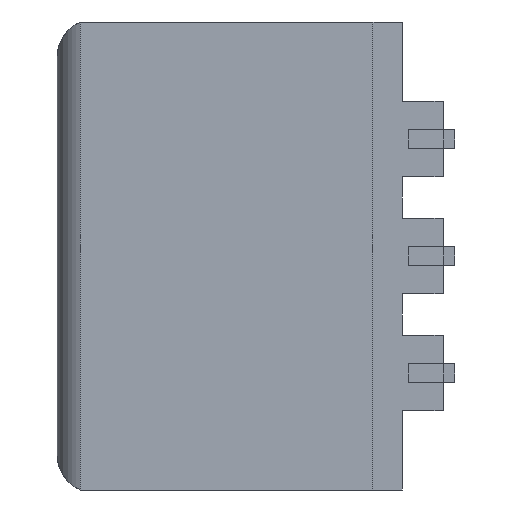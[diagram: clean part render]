
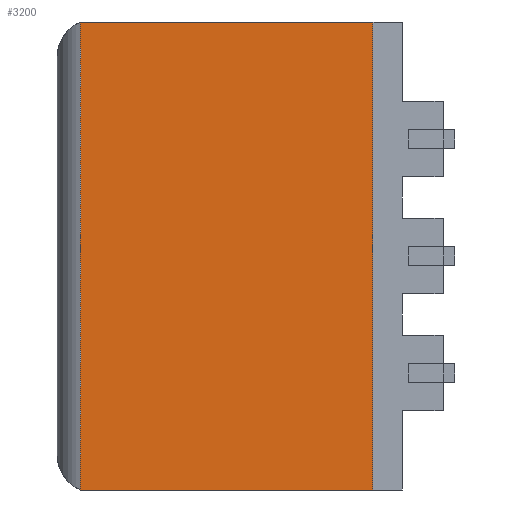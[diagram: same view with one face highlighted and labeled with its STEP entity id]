
A CAD part, left-side view. The second image highlights one B-rep face of the part: STEP entity #3200.
In plain terms, the highlighted planar face has unit normal (-1, 0, 0).
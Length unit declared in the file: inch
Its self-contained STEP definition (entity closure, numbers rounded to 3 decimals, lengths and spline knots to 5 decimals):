
#71 = CARTESIAN_POINT ( 'NONE',  ( -0.2, 0.025, 0.2 ) ) ;
#97 = CARTESIAN_POINT ( 'NONE',  ( -0.2, 0.025, 0. ) ) ;
#240 = LINE ( 'NONE', #97, #1687 ) ;
#461 = VECTOR ( 'NONE', #3100, 39.37008 ) ;
#474 = ORIENTED_EDGE ( 'NONE', *, *, #1218, .T. ) ;
#767 = ORIENTED_EDGE ( 'NONE', *, *, #2462, .F. ) ;
#775 = LINE ( 'NONE', #1769, #461 ) ;
#1169 = LINE ( 'NONE', #2441, #1487 ) ;
#1218 = EDGE_CURVE ( 'NONE', #1721, #2909, #2450, .T. ) ;
#1297 = DIRECTION ( 'NONE',  ( -1., 0., 0. ) ) ;
#1333 = PLANE ( 'NONE',  #2415 ) ;
#1487 = VECTOR ( 'NONE', #2987, 39.37008 ) ;
#1601 = CARTESIAN_POINT ( 'NONE',  ( -0.2, 0.275, 0.2 ) ) ;
#1687 = VECTOR ( 'NONE', #2451, 39.37008 ) ;
#1721 = VERTEX_POINT ( 'NONE', #2410 ) ;
#1769 = CARTESIAN_POINT ( 'NONE',  ( -0.2, 0.275, 0.2 ) ) ;
#1889 = EDGE_CURVE ( 'NONE', #3242, #1721, #1169, .T. ) ;
#2021 = ORIENTED_EDGE ( 'NONE', *, *, #1889, .T. ) ;
#2067 = VECTOR ( 'NONE', #3163, 39.37008 ) ;
#2269 = CARTESIAN_POINT ( 'NONE',  ( -0.2, 0.025, -0.2 ) ) ;
#2369 = CARTESIAN_POINT ( 'NONE',  ( -0.2, 0.275, 0. ) ) ;
#2410 = CARTESIAN_POINT ( 'NONE',  ( -0.2, 0.275, -0.2 ) ) ;
#2415 = AXIS2_PLACEMENT_3D ( 'NONE', #2369, #1297, #3151 ) ;
#2441 = CARTESIAN_POINT ( 'NONE',  ( -0.2, 0.275, 0. ) ) ;
#2450 = LINE ( 'NONE', #2656, #2067 ) ;
#2451 = DIRECTION ( 'NONE',  ( 0., 0., -1. ) ) ;
#2462 = EDGE_CURVE ( 'NONE', #3242, #2553, #775, .T. ) ;
#2480 = ORIENTED_EDGE ( 'NONE', *, *, #2738, .F. ) ;
#2553 = VERTEX_POINT ( 'NONE', #71 ) ;
#2656 = CARTESIAN_POINT ( 'NONE',  ( -0.2, 0.275, -0.2 ) ) ;
#2672 = EDGE_LOOP ( 'NONE', ( #2480, #767, #2021, #474 ) ) ;
#2738 = EDGE_CURVE ( 'NONE', #2553, #2909, #240, .T. ) ;
#2812 = FACE_OUTER_BOUND ( 'NONE', #2672, .T. ) ;
#2909 = VERTEX_POINT ( 'NONE', #2269 ) ;
#2987 = DIRECTION ( 'NONE',  ( 0., 0., -1. ) ) ;
#3100 = DIRECTION ( 'NONE',  ( 0., -1., 0. ) ) ;
#3151 = DIRECTION ( 'NONE',  ( 0., 0., 1. ) ) ;
#3163 = DIRECTION ( 'NONE',  ( 0., -1., 0. ) ) ;
#3200 = ADVANCED_FACE ( 'NONE', ( #2812 ), #1333, .T. ) ;
#3242 = VERTEX_POINT ( 'NONE', #1601 ) ;
